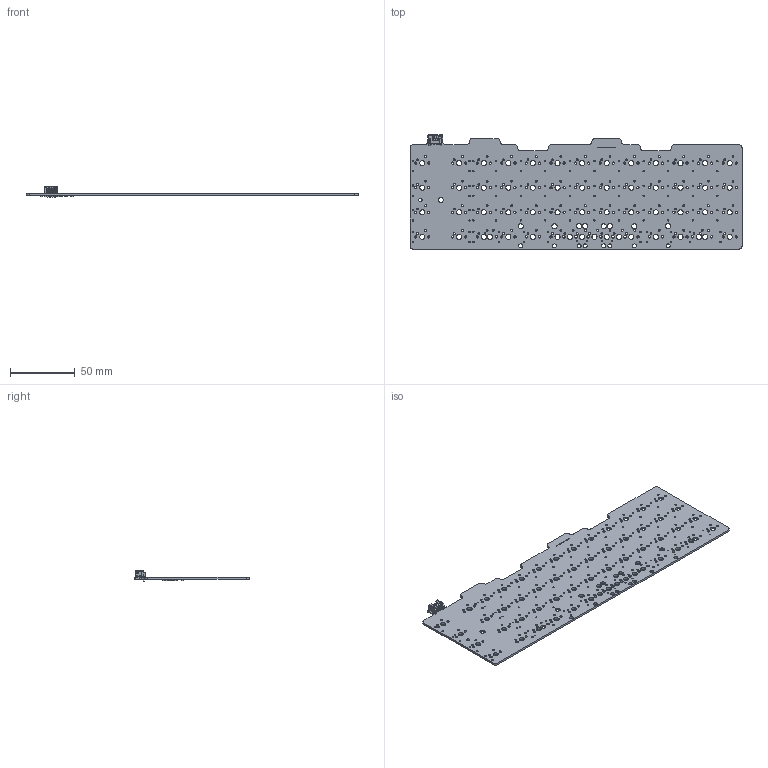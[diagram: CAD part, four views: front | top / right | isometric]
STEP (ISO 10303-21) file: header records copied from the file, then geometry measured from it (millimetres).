
FILE_DESCRIPTION(('KiCad electronic assembly'),'2;1');
FILE_NAME('MainPCB_Ave_Ortho_rev10.step','2020-04-15T15:55:55',( 'An Author'),('A Company'),'Open CASCADE STEP processor 6.9', 'KiCad to STEP converter','Unknown');
FILE_SCHEMA(('AUTOMOTIVE_DESIGN { 1 0 10303 214 1 1 1 1 }'));
Length unit declared in the file: millimetre
Products named in the file (12): Open CASCADE STEP translator 6.9 1; Crystal_SMD_3225-4Pin_3.2x2.5mm; SOLID; C_0805_2012Metric; R_0805_2012Metric; QFN-44-1EP_7x7mm_P0.5mm_EP5.2x5.2mm; JST_PH_S4B-PH-K_1x04_P2.00mm_Horizontal; COMPOUND
Assembly tree (20 placements, depth 3):
  Open CASCADE STEP translator 6.9 1
    Crystal_SMD_3225-4Pin_3.2x2.5mm
      SOLID
    C_0805_2012Metric  x7
      SOLID
    R_0805_2012Metric  x4
      SOLID
    QFN-44-1EP_7x7mm_P0.5mm_EP5.2x5.2mm
      SOLID
    JST_PH_S4B-PH-K_1x04_P2.00mm_Horizontal
      SOLID
    COMPOUND
Bounding box: 257.18 x 88.59 x 8.25 mm (x, y, z)
Volume: 31388 mm3; surface area: 44608.6 mm2
Topology: 15 solids, 15 shells, 1253 faces, 3559 edges, 2358 vertices
Faces by surface type: plane 661, cylinder 592
Full cylindrical faces by diameter (mm): 0.4 x1, 0.5 x12, 0.75 x4, 1 x104, 1.47 x112, 1.75 x98, 2.693 x1, 3.048 x8, 3.988 x63, 4 x1
Entity records: 77170 total; most frequent: CARTESIAN_POINT 11943, DIRECTION 11749, LINE 6745, VECTOR 6745, ORIENTED_EDGE 5846, PCURVE 5846, DEFINITIONAL_REPRESENTATION 5846, EDGE_CURVE 2923
